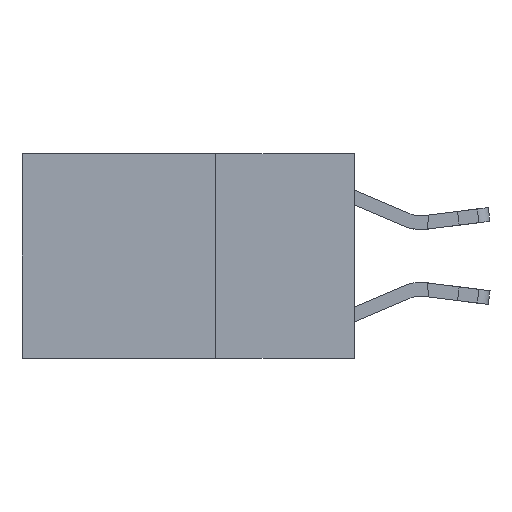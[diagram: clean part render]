
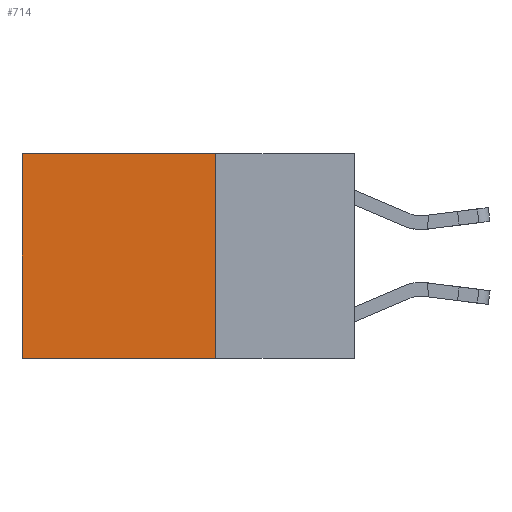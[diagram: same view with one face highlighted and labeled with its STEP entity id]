
A CAD part, left-side view. The second image highlights one B-rep face of the part: STEP entity #714.
In plain terms, the highlighted planar face has unit normal (-1, 0, 0).
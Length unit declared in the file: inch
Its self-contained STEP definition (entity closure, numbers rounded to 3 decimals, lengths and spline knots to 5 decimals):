
#408 = LINE ( 'NONE', #11794, #7345 ) ;
#579 = CARTESIAN_POINT ( 'NONE',  ( 0.2625, 0.25, -0.37 ) ) ;
#714 = ADVANCED_FACE ( 'NONE', ( #10862 ), #11829, .F. ) ;
#1175 = ORIENTED_EDGE ( 'NONE', *, *, #3872, .T. ) ;
#1692 = EDGE_LOOP ( 'NONE', ( #1175, #4102, #12831, #3695 ) ) ;
#2492 = CARTESIAN_POINT ( 'NONE',  ( 0.2625, 0.6, 0. ) ) ;
#2495 = DIRECTION ( 'NONE',  ( 1., 0., 0. ) ) ;
#2954 = DIRECTION ( 'NONE',  ( 0., 1., 0. ) ) ;
#3695 = ORIENTED_EDGE ( 'NONE', *, *, #4719, .T. ) ;
#3872 = EDGE_CURVE ( 'NONE', #5347, #8815, #6690, .T. ) ;
#4102 = ORIENTED_EDGE ( 'NONE', *, *, #8043, .F. ) ;
#4372 = AXIS2_PLACEMENT_3D ( 'NONE', #7967, #2495, #16025 ) ;
#4406 = VERTEX_POINT ( 'NONE', #579 ) ;
#4594 = CARTESIAN_POINT ( 'NONE',  ( 0.2625, 0.6, 0. ) ) ;
#4719 = EDGE_CURVE ( 'NONE', #14521, #5347, #408, .T. ) ;
#4796 = VECTOR ( 'NONE', #14704, 39.37008 ) ;
#4993 = CARTESIAN_POINT ( 'NONE',  ( 0.2625, 0.6, -0.37 ) ) ;
#5024 = CARTESIAN_POINT ( 'NONE',  ( 0.2625, 0.25, 0. ) ) ;
#5347 = VERTEX_POINT ( 'NONE', #2492 ) ;
#5944 = DIRECTION ( 'NONE',  ( 0., 0., -1. ) ) ;
#6336 = LINE ( 'NONE', #15633, #10949 ) ;
#6690 = LINE ( 'NONE', #4594, #9208 ) ;
#7345 = VECTOR ( 'NONE', #2954, 39.37008 ) ;
#7499 = DIRECTION ( 'NONE',  ( 0., 0., -1. ) ) ;
#7967 = CARTESIAN_POINT ( 'NONE',  ( 0.2625, 0.25, 0. ) ) ;
#8003 = CARTESIAN_POINT ( 'NONE',  ( 0.2625, 0.25, -0.37 ) ) ;
#8043 = EDGE_CURVE ( 'NONE', #4406, #8815, #16802, .T. ) ;
#8815 = VERTEX_POINT ( 'NONE', #4993 ) ;
#9208 = VECTOR ( 'NONE', #5944, 39.37008 ) ;
#10718 = EDGE_CURVE ( 'NONE', #14521, #4406, #6336, .T. ) ;
#10862 = FACE_OUTER_BOUND ( 'NONE', #1692, .T. ) ;
#10949 = VECTOR ( 'NONE', #7499, 39.37008 ) ;
#11794 = CARTESIAN_POINT ( 'NONE',  ( 0.2625, 0.25, 0. ) ) ;
#11829 = PLANE ( 'NONE',  #4372 ) ;
#12831 = ORIENTED_EDGE ( 'NONE', *, *, #10718, .F. ) ;
#14521 = VERTEX_POINT ( 'NONE', #5024 ) ;
#14704 = DIRECTION ( 'NONE',  ( 0., 1., 0. ) ) ;
#15633 = CARTESIAN_POINT ( 'NONE',  ( 0.2625, 0.25, 0. ) ) ;
#16025 = DIRECTION ( 'NONE',  ( 0., 0., -1. ) ) ;
#16802 = LINE ( 'NONE', #8003, #4796 ) ;
